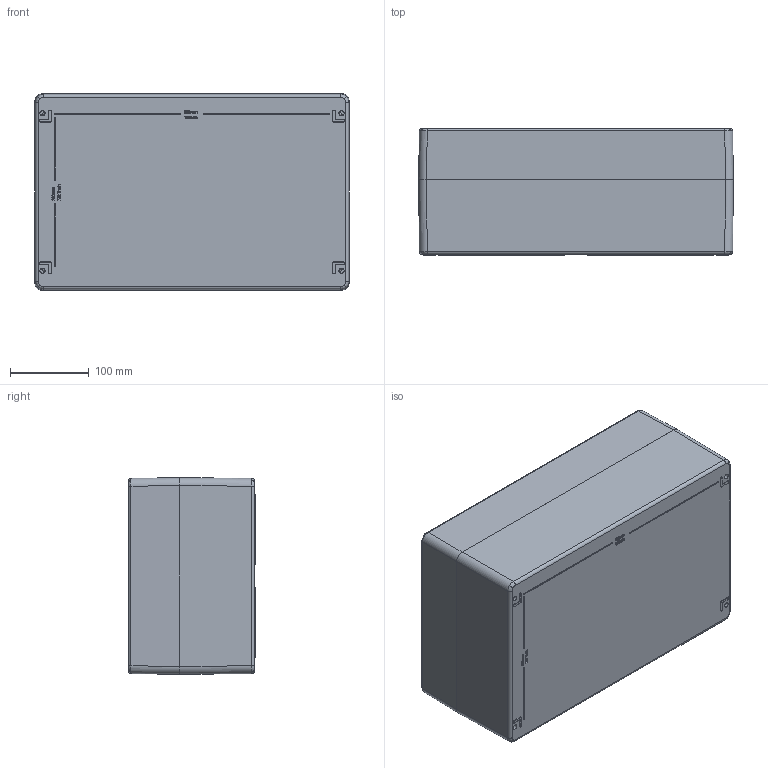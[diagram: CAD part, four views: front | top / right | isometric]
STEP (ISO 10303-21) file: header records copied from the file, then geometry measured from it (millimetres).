
FILE_DESCRIPTION (( 'STEP AP214' ), '1' );
FILE_NAME ('62254016.STEP', '2017-06-30T10:38:50', ( 'Macha' ), ( 'Hewlett-Packard Company' ), 'SwSTEP 2.0', 'SolidWorks 2015', '' );
FILE_SCHEMA (( 'AUTOMOTIVE_DESIGN' ));
Length unit declared in the file: millimetre
Products named in the file (8): 21669_Unterteil; 62254016; 82015_1240; 93137; 21668; 21669; 86224; 86222
Assembly tree (18 placements, depth 3):
  62254016
    21669
      21669_Unterteil
      86222  x6
      86224  x4
    21668
    93137  x4
    82015_1240
Bounding box: 400 x 161 x 250 mm (x, y, z)
Volume: 2618732.6 mm3; surface area: 829635.8 mm2
Topology: 17 solids, 17 shells, 1718 faces, 4278 edges, 2682 vertices
Faces by surface type: plane 693, bspline 437, cylinder 280, cone 204, torus 104
Entity records: 58964 total; most frequent: CARTESIAN_POINT 29473, ORIENTED_EDGE 6772, DIRECTION 4902, EDGE_CURVE 3386, VERTEX_POINT 2144, LINE 1748, VECTOR 1748, AXIS2_PLACEMENT_3D 1577
